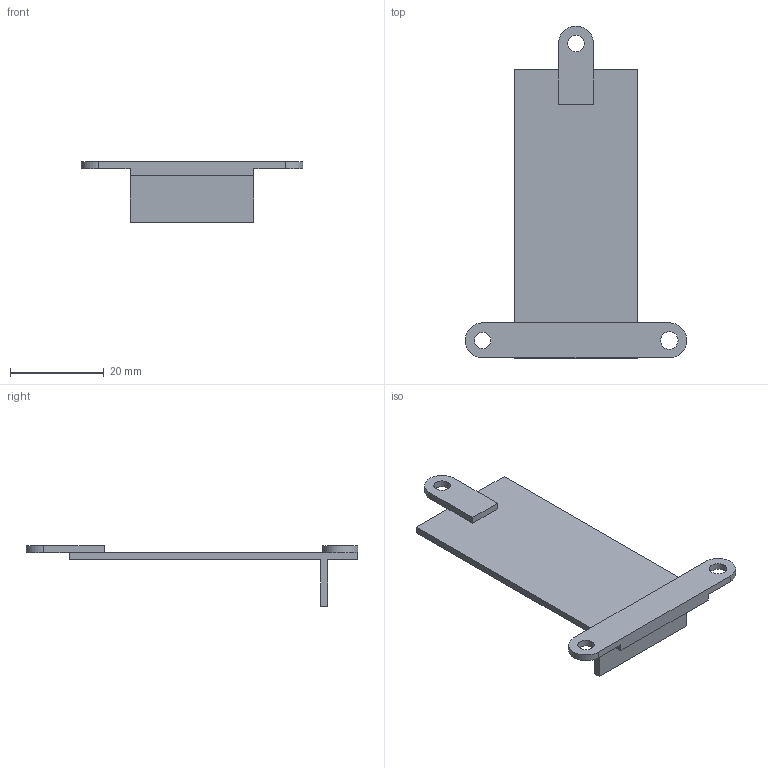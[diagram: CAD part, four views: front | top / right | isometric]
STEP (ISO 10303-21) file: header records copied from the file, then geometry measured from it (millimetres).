
FILE_DESCRIPTION(/* description */ (''),/* implementation_level */ '2;1');
FILE_NAME(/* name */ 'Top_Body2.step',/* time_stamp */ '2025-07-15T14:56:40+09:00',/* author */ (''),/* organization */ (''),/* preprocessor_version */ 'ST-DEVELOPER v20.1',/* originating_system */ 'Autodesk Translation Framework v14.10.0.0',/* authorisation */ '');
FILE_SCHEMA (('AUTOMOTIVE_DESIGN { 1 0 10303 214 3 1 1 }'));
Length unit declared in the file: millimetre
Products named in the file (1): 9V電池ボックスふた
Bounding box: 47.41 x 71 x 13 mm (x, y, z)
Volume: 3501.3 mm3; surface area: 4726.8 mm2
Topology: 1 solids, 1 shells, 25 faces, 65 edges, 42 vertices
Faces by surface type: plane 19, cylinder 6
Full cylindrical faces by diameter (mm): 3.5 x2, 3.75 x1
Entity records: 804 total; most frequent: CARTESIAN_POINT 133, ORIENTED_EDGE 130, DIRECTION 129, EDGE_CURVE 65, LINE 53, VECTOR 53, VERTEX_POINT 42, AXIS2_PLACEMENT_3D 38
